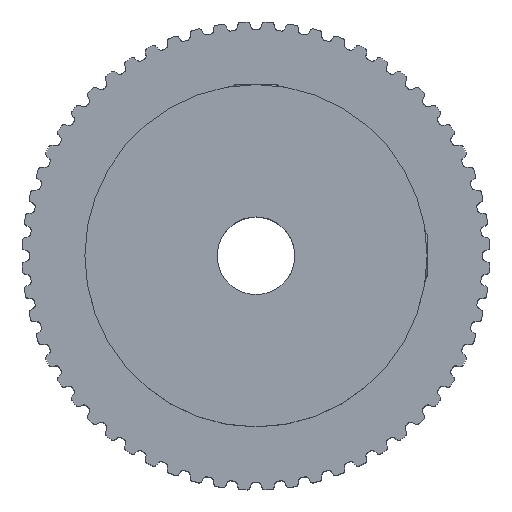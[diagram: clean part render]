
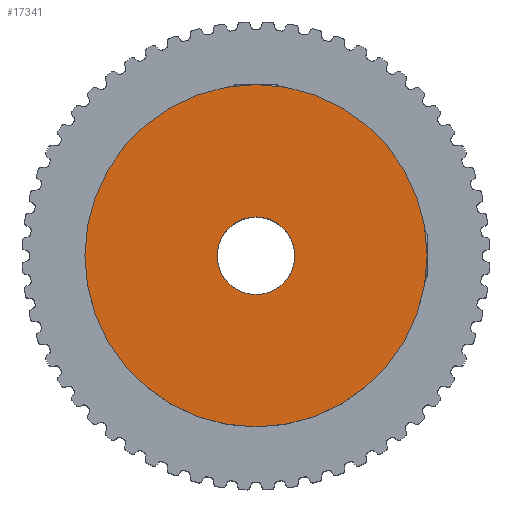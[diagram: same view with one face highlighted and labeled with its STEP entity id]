
A CAD part, top view. The second image highlights one B-rep face of the part: STEP entity #17341.
In plain terms, the highlighted planar face has unit normal (0, 0, 1).
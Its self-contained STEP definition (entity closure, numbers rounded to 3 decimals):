
#122 = DIRECTION ( 'NONE',  ( 1., 0., 0. ) ) ;
#200 = DIRECTION ( 'NONE',  ( 0., 0., 1. ) ) ;
#290 = ORIENTED_EDGE ( 'NONE', *, *, #4344, .F. ) ;
#295 = CARTESIAN_POINT ( 'NONE',  ( 0., 0., 18. ) ) ;
#475 = EDGE_CURVE ( 'NONE', #13675, #11858, #2770, .T. ) ;
#2219 = CARTESIAN_POINT ( 'NONE',  ( 14., 0., 18. ) ) ;
#2234 = DIRECTION ( 'NONE',  ( 1., 0., 0. ) ) ;
#2735 = EDGE_CURVE ( 'NONE', #11936, #6123, #8702, .T. ) ;
#2770 = CIRCLE ( 'NONE', #14174, 3.175 ) ;
#3359 = DIRECTION ( 'NONE',  ( 1., 0., 0. ) ) ;
#3378 = DIRECTION ( 'NONE',  ( 0., 0., 1. ) ) ;
#4344 = EDGE_CURVE ( 'NONE', #11858, #13675, #10781, .T. ) ;
#4510 = CARTESIAN_POINT ( 'NONE',  ( 0., 0., 18. ) ) ;
#4880 = FACE_OUTER_BOUND ( 'NONE', #12505, .T. ) ;
#5734 = DIRECTION ( 'NONE',  ( 1., 0., 0. ) ) ;
#6123 = VERTEX_POINT ( 'NONE', #7648 ) ;
#6491 = ORIENTED_EDGE ( 'NONE', *, *, #18197, .T. ) ;
#7511 = ORIENTED_EDGE ( 'NONE', *, *, #475, .F. ) ;
#7648 = CARTESIAN_POINT ( 'NONE',  ( -14., 0., 18. ) ) ;
#8440 = CARTESIAN_POINT ( 'NONE',  ( 0., 0., 18. ) ) ;
#8556 = CARTESIAN_POINT ( 'NONE',  ( -3.175, 0., 18. ) ) ;
#8654 = CIRCLE ( 'NONE', #19992, 14. ) ;
#8702 = CIRCLE ( 'NONE', #17117, 14. ) ;
#9153 = EDGE_LOOP ( 'NONE', ( #290, #7511 ) ) ;
#9230 = DIRECTION ( 'NONE',  ( 0., 0., 1. ) ) ;
#9433 = CARTESIAN_POINT ( 'NONE',  ( 0., 0., 18. ) ) ;
#9801 = AXIS2_PLACEMENT_3D ( 'NONE', #15869, #3378, #2234 ) ;
#10599 = AXIS2_PLACEMENT_3D ( 'NONE', #295, #200, #3359 ) ;
#10781 = CIRCLE ( 'NONE', #9801, 3.175 ) ;
#11858 = VERTEX_POINT ( 'NONE', #15850 ) ;
#11936 = VERTEX_POINT ( 'NONE', #2219 ) ;
#12505 = EDGE_LOOP ( 'NONE', ( #6491, #18022 ) ) ;
#13586 = DIRECTION ( 'NONE',  ( 0., 0., 1. ) ) ;
#13675 = VERTEX_POINT ( 'NONE', #8556 ) ;
#14156 = PLANE ( 'NONE',  #10599 ) ;
#14174 = AXIS2_PLACEMENT_3D ( 'NONE', #4510, #18220, #5734 ) ;
#14348 = FACE_BOUND ( 'NONE', #9153, .T. ) ;
#15850 = CARTESIAN_POINT ( 'NONE',  ( 3.175, 0., 18. ) ) ;
#15869 = CARTESIAN_POINT ( 'NONE',  ( 0., 0., 18. ) ) ;
#17117 = AXIS2_PLACEMENT_3D ( 'NONE', #8440, #13586, #122 ) ;
#17341 = ADVANCED_FACE ( 'NONE', ( #14348, #4880 ), #14156, .T. ) ;
#18022 = ORIENTED_EDGE ( 'NONE', *, *, #2735, .T. ) ;
#18197 = EDGE_CURVE ( 'NONE', #6123, #11936, #8654, .T. ) ;
#18220 = DIRECTION ( 'NONE',  ( 0., 0., 1. ) ) ;
#19992 = AXIS2_PLACEMENT_3D ( 'NONE', #9433, #9230, #20054 ) ;
#20054 = DIRECTION ( 'NONE',  ( 1., 0., 0. ) ) ;
